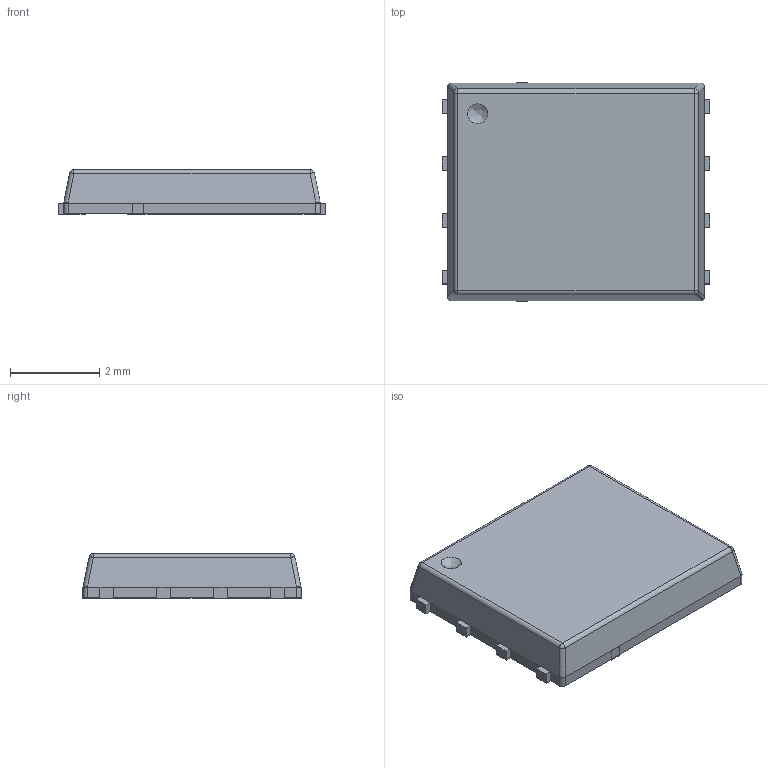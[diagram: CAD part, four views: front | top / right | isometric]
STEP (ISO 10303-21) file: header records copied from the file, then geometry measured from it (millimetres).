
FILE_DESCRIPTION (( 'STEP AP214' ), '1' );
FILE_NAME ('User Library-SON5x6.STEP', '2018-10-12T11:58:39', ( '' ), ( '' ), 'SwSTEP 2.0', 'SolidWorks 2018', '' );
FILE_SCHEMA (( 'AUTOMOTIVE_DESIGN' ));
Length unit declared in the file: millimetre
Products named in the file (4): User Library-SON5x6; User Library-SON5x6_Fillet; User Library-SON5x6_Fusion; User Library-SON5x6_1167081632
Assembly tree (3 placements, depth 2):
  User Library-SON5x6
    User Library-SON5x6_1167081632
    User Library-SON5x6_Fusion
    User Library-SON5x6_Fillet
Bounding box: 6 x 4.9 x 1 mm (x, y, z)
Surface area: 114.6 mm2
Topology: 6 solids, 6 shells, 121 faces, 306 edges, 198 vertices
Faces by surface type: plane 100, cylinder 12, bspline 9
Entity records: 5761 total; most frequent: CARTESIAN_POINT 1396, ORIENTED_EDGE 612, DIRECTION 540, EDGE_CURVE 306, LINE 272, VECTOR 272, VERTEX_POINT 198, AXIS2_PLACEMENT_3D 134
